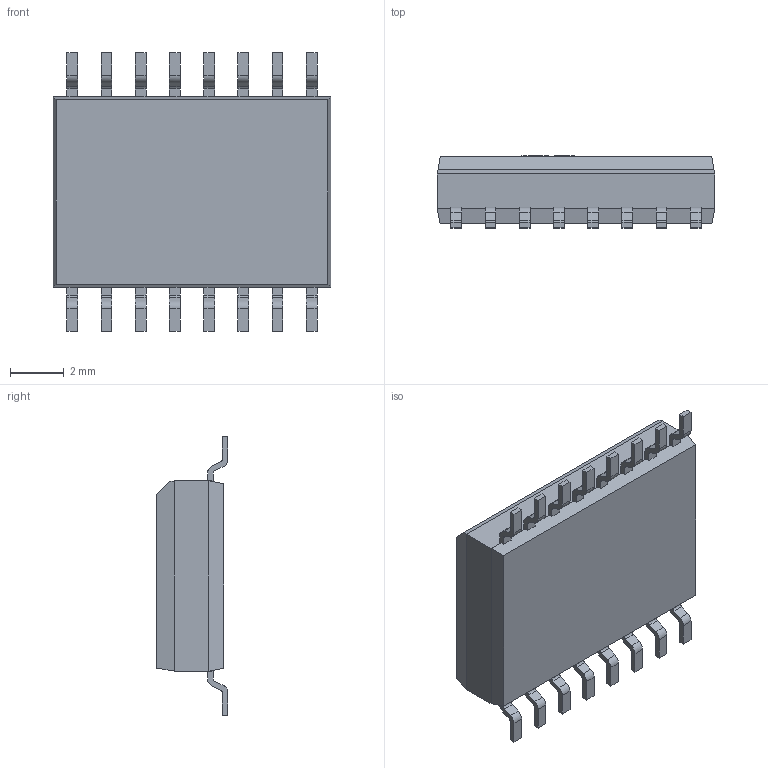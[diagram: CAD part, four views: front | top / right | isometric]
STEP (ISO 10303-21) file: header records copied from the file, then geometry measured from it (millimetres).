
FILE_DESCRIPTION (( 'STEP AP214' ), '1' );
FILE_NAME ('ISO7740_V2.STEP', '2019-07-10T15:03:01', ( '' ), ( '' ), 'SwSTEP 2.0', 'SolidWorks 2018', '' );
FILE_SCHEMA (( 'AUTOMOTIVE_DESIGN' ));
Length unit declared in the file: millimetre
Products named in the file (2): ISO7740_V2
Bounding box: 10.3 x 2.66 x 10.34 mm (x, y, z)
Volume: 180.4 mm3; surface area: 264.4 mm2
Topology: 17 solids, 17 shells, 462 faces, 1198 edges, 796 vertices
Faces by surface type: plane 312, bspline 84, cylinder 66
Entity records: 21887 total; most frequent: CARTESIAN_POINT 8354, ORIENTED_EDGE 2396, DIRECTION 1762, EDGE_CURVE 1198, LINE 834, VECTOR 834, VERTEX_POINT 796, EDGE_LOOP 488
